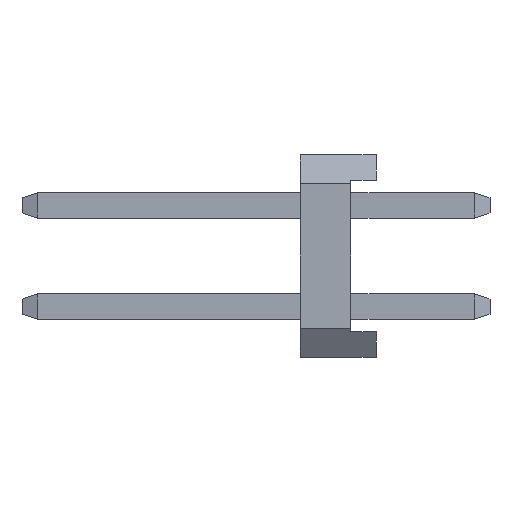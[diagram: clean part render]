
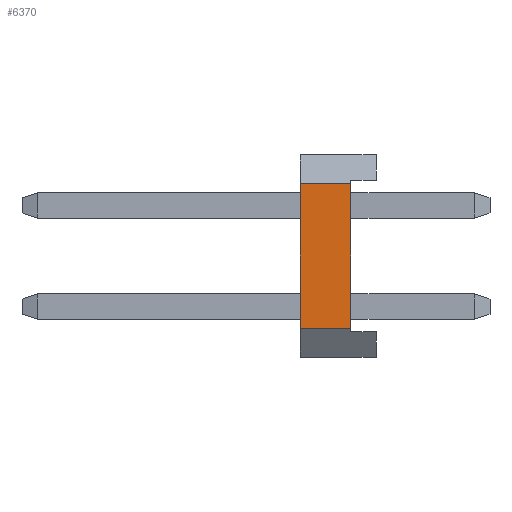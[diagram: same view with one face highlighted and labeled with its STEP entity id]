
A CAD part, left-side view. The second image highlights one B-rep face of the part: STEP entity #6370.
In plain terms, the highlighted planar face has unit normal (-1, 0, 0).
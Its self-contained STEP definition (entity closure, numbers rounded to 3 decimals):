
#1001=DIRECTION('',(0.,0.,1.));
#1002=VECTOR('',#1001,2.857);
#1003=CARTESIAN_POINT('',(-8.,1.5,-1.429));
#1004=LINE('',#1003,#1002);
#1485=DIRECTION('',(0.,1.,0.));
#1486=VECTOR('',#1485,1.);
#1487=CARTESIAN_POINT('',(-8.,0.5,-1.429));
#1488=LINE('',#1487,#1486);
#1489=DIRECTION('',(0.,1.,0.));
#1490=VECTOR('',#1489,1.);
#1491=CARTESIAN_POINT('',(-8.,0.5,1.429));
#1492=LINE('',#1491,#1490);
#1493=DIRECTION('',(0.,0.,1.));
#1494=VECTOR('',#1493,2.857);
#1495=CARTESIAN_POINT('',(-8.,0.5,-1.429));
#1496=LINE('',#1495,#1494);
#4337=CARTESIAN_POINT('',(-8.,1.5,-1.429));
#4339=VERTEX_POINT('',#4337);
#4342=CARTESIAN_POINT('',(-8.,1.5,1.429));
#4344=VERTEX_POINT('',#4342);
#4345=CARTESIAN_POINT('',(-8.,0.5,-1.429));
#4346=VERTEX_POINT('',#4345);
#4347=CARTESIAN_POINT('',(-8.,0.5,1.429));
#4348=VERTEX_POINT('',#4347);
#6359=CARTESIAN_POINT('',(-8.,0.,-2.));
#6360=DIRECTION('',(-1.,0.,0.));
#6361=DIRECTION('',(0.,0.,1.));
#6362=AXIS2_PLACEMENT_3D('',#6359,#6360,#6361);
#6363=PLANE('',#6362);
#6364=ORIENTED_EDGE('',*,*,#5438,.T.);
#6365=ORIENTED_EDGE('',*,*,#5537,.T.);
#6366=ORIENTED_EDGE('',*,*,#6352,.F.);
#6367=ORIENTED_EDGE('',*,*,#5178,.F.);
#6368=EDGE_LOOP('',(#6364,#6365,#6366,#6367));
#6369=FACE_OUTER_BOUND('',#6368,.F.);
#5178=EDGE_CURVE('',#4346,#4348,#1496,.T.);
#5438=EDGE_CURVE('',#4346,#4339,#1488,.T.);
#5537=EDGE_CURVE('',#4339,#4344,#1004,.T.);
#6352=EDGE_CURVE('',#4348,#4344,#1492,.T.);
#6370=ADVANCED_FACE('',(#6369),#6363,.T.);
